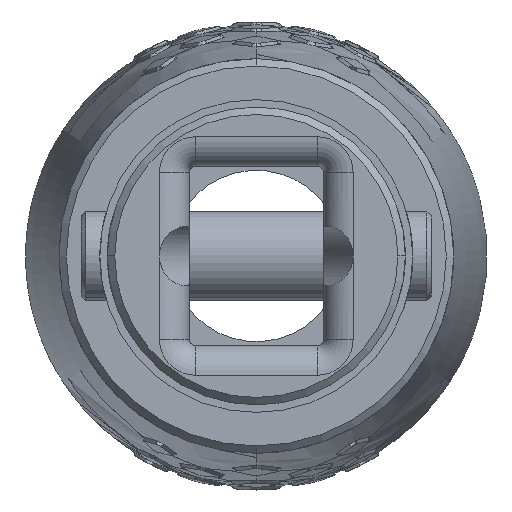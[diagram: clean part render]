
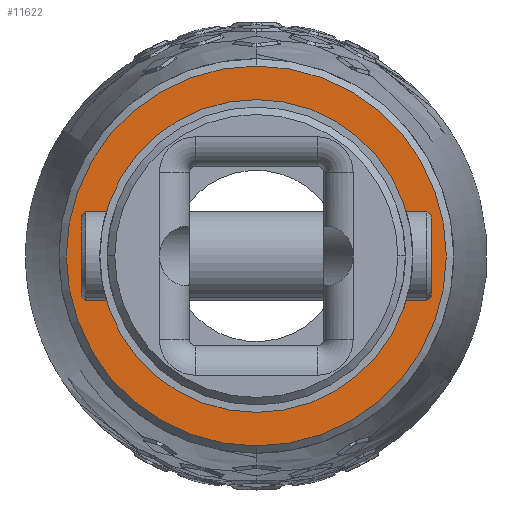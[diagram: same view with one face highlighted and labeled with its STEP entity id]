
A CAD part, front view. The second image highlights one B-rep face of the part: STEP entity #11622.
In plain terms, the highlighted planar face has unit normal (0, -1, 0).
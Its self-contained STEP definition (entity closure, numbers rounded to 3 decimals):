
#1047 = CIRCLE ( 'NONE', #16431, 12.75 ) ;
#3075 = DIRECTION ( 'NONE',  ( 0., -1., 0. ) ) ;
#3298 = EDGE_CURVE ( 'NONE', #38988, #39799, #39677, .T. ) ;
#3583 = EDGE_LOOP ( 'NONE', ( #13684, #21568 ) ) ;
#5027 = CARTESIAN_POINT ( 'NONE',  ( 9.488, 91.839, 0. ) ) ;
#6512 = CARTESIAN_POINT ( 'NONE',  ( 9.488, 91.839, 0. ) ) ;
#7970 = AXIS2_PLACEMENT_3D ( 'NONE', #34082, #15566, #37210 ) ;
#8119 = DIRECTION ( 'NONE',  ( 0., 0., 1. ) ) ;
#8641 = EDGE_CURVE ( 'NONE', #19086, #14327, #17259, .T. ) ;
#9464 = AXIS2_PLACEMENT_3D ( 'NONE', #6512, #28147, #9599 ) ;
#9599 = DIRECTION ( 'NONE',  ( 0., 0., 1. ) ) ;
#10354 = CARTESIAN_POINT ( 'NONE',  ( 9.488, 91.839, 12.75 ) ) ;
#11622 = ADVANCED_FACE ( 'NONE', ( #20150, #11975 ), #31122, .F. ) ;
#11975 = FACE_OUTER_BOUND ( 'NONE', #23771, .T. ) ;
#13684 = ORIENTED_EDGE ( 'NONE', *, *, #8641, .F. ) ;
#14327 = VERTEX_POINT ( 'NONE', #39572 ) ;
#15465 = CARTESIAN_POINT ( 'NONE',  ( 9.488, 91.839, -12.75 ) ) ;
#15566 = DIRECTION ( 'NONE',  ( 0., -1., 0. ) ) ;
#15716 = EDGE_CURVE ( 'NONE', #39799, #38988, #1047, .T. ) ;
#16431 = AXIS2_PLACEMENT_3D ( 'NONE', #16478, #38161, #19581 ) ;
#16478 = CARTESIAN_POINT ( 'NONE',  ( 9.488, 91.839, 0. ) ) ;
#16583 = CARTESIAN_POINT ( 'NONE',  ( 9.488, 91.839, 10.5 ) ) ;
#17259 = CIRCLE ( 'NONE', #40075, 10.5 ) ;
#17586 = ORIENTED_EDGE ( 'NONE', *, *, #3298, .F. ) ;
#19086 = VERTEX_POINT ( 'NONE', #16583 ) ;
#19581 = DIRECTION ( 'NONE',  ( 0., 0., 1. ) ) ;
#20150 = FACE_BOUND ( 'NONE', #3583, .T. ) ;
#21526 = CARTESIAN_POINT ( 'NONE',  ( 9.488, 91.839, 0. ) ) ;
#21568 = ORIENTED_EDGE ( 'NONE', *, *, #27188, .F. ) ;
#23771 = EDGE_LOOP ( 'NONE', ( #34967, #17586 ) ) ;
#24668 = DIRECTION ( 'NONE',  ( 0., 0., 1. ) ) ;
#26679 = DIRECTION ( 'NONE',  ( 0., 1., 0. ) ) ;
#27188 = EDGE_CURVE ( 'NONE', #14327, #19086, #30189, .T. ) ;
#28147 = DIRECTION ( 'NONE',  ( 0., 1., 0. ) ) ;
#30189 = CIRCLE ( 'NONE', #7970, 10.5 ) ;
#31122 = PLANE ( 'NONE',  #9464 ) ;
#34082 = CARTESIAN_POINT ( 'NONE',  ( 9.488, 91.839, 0. ) ) ;
#34967 = ORIENTED_EDGE ( 'NONE', *, *, #15716, .F. ) ;
#36258 = AXIS2_PLACEMENT_3D ( 'NONE', #5027, #26679, #8119 ) ;
#37210 = DIRECTION ( 'NONE',  ( 0., 0., 1. ) ) ;
#38161 = DIRECTION ( 'NONE',  ( 0., 1., 0. ) ) ;
#38988 = VERTEX_POINT ( 'NONE', #15465 ) ;
#39572 = CARTESIAN_POINT ( 'NONE',  ( 9.488, 91.839, -10.5 ) ) ;
#39677 = CIRCLE ( 'NONE', #36258, 12.75 ) ;
#39799 = VERTEX_POINT ( 'NONE', #10354 ) ;
#40075 = AXIS2_PLACEMENT_3D ( 'NONE', #21526, #3075, #24668 ) ;
